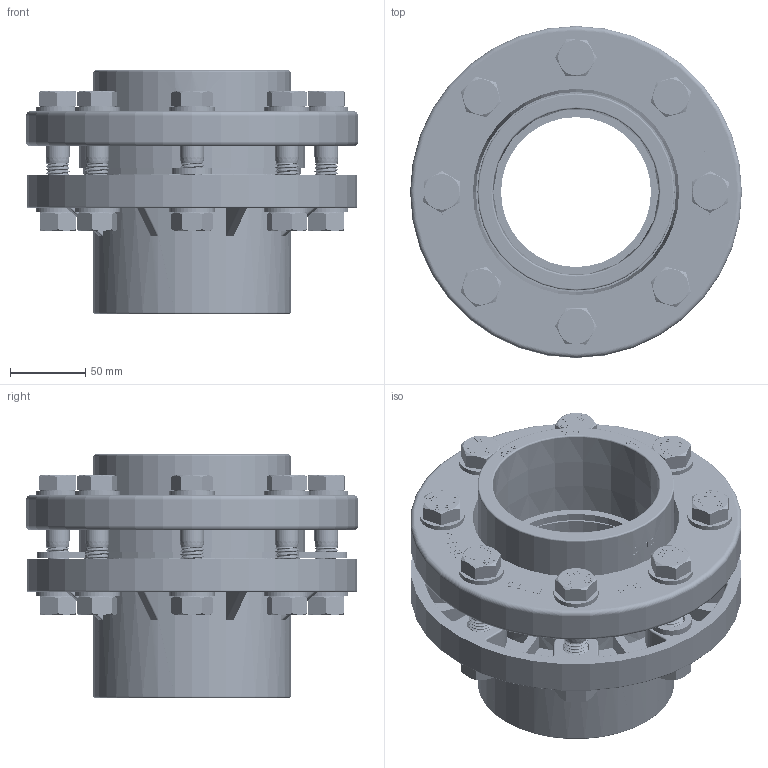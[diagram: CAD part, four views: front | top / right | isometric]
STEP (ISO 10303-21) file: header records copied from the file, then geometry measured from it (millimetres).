
FILE_DESCRIPTION(/* description */ (''),/* implementation_level */ '2;1');
FILE_NAME(/* name */ 'AF0706.000.110.step',/* time_stamp */ '2026-02-13T11:34:28+01:00',/* author */ (''),/* organization */ (''),/* preprocessor_version */ 'ST-DEVELOPER v20.1',/* originating_system */ 'Autodesk Translation Framework v14.24.0.0',/* authorisation */ '');
FILE_SCHEMA (('AUTOMOTIVE_DESIGN { 1 0 10303 214 3 1 1 }'));
Length unit declared in the file: millimetre
Products named in the file (8): 2026-02-12-10-27-24-469; 2026-02-12-10-46-27-766; 2026-02-12-10-46-29-905; 2026-02-12-10-46-31-785; 2026-02-12-10-32-55-657; 2026-02-12-10-32-55-658; 2026-02-12-10-32-55-707; 2026-02-12-10-32-55-659
Assembly tree (14 placements, depth 3):
  2026-02-12-10-27-24-469
    2026-02-12-10-46-27-766
    2026-02-12-10-46-29-905
    2026-02-12-10-46-31-785
    2026-02-12-10-32-55-657
      2026-02-12-10-32-55-658
    2026-02-12-10-32-55-659  x8
    2026-02-12-10-32-55-707
Bounding box: 220.6 x 220.6 x 162.05 mm (x, y, z)
Volume: 1708989.4 mm3; surface area: 452940 mm2
Topology: 36 solids, 36 shells, 2925 faces, 7791 edges, 5145 vertices
Faces by surface type: plane 1152, bspline 921, cylinder 675, torus 96, cone 81
Full cylindrical faces by diameter (mm): 4.667 x1, 6.222 x1, 13.127 x136, 14.023 x32, 15.723 x136, 16.25 x32, 17 x16, 17.8 x8, 18 x10, 23.641 x8, 30 x16, 99.6 x1, 105.8 x1, 110 x1, 110.8 x1, 115.8 x1, 120.5 x1, 125.5 x1, 130 x1, 131 x1, 131.2 x1, 135 x1, 140 x1, 145 x1, 149.8 x1, 219.6 x1, 220.6 x1
Entity records: 135260 total; most frequent: CARTESIAN_POINT 73664, ORIENTED_EDGE 14560, DIRECTION 9504, EDGE_CURVE 7280, VERTEX_POINT 4816, LINE 3732, VECTOR 3732, EDGE_LOOP 3014
